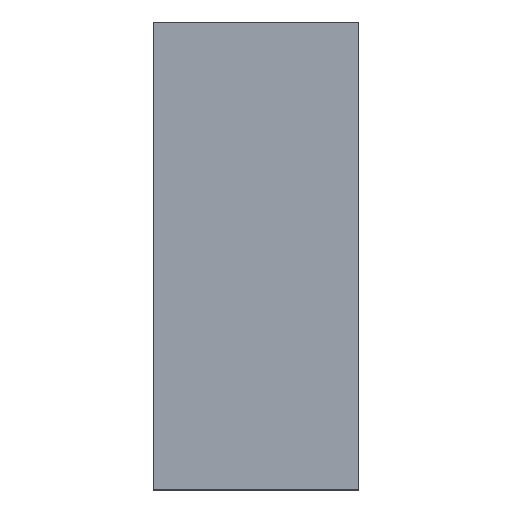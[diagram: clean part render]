
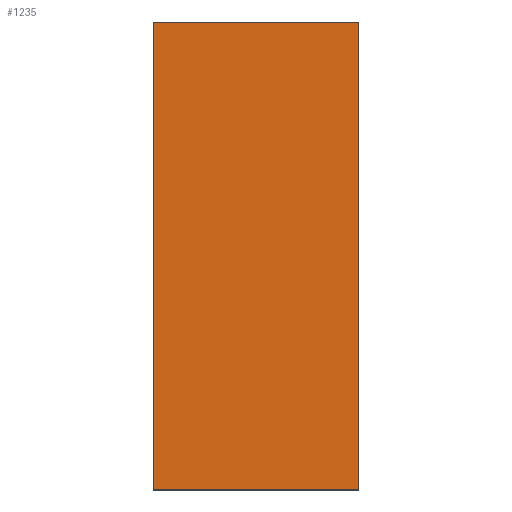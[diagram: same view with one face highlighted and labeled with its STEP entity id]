
A CAD part, top view. The second image highlights one B-rep face of the part: STEP entity #1235.
In plain terms, the highlighted planar face has unit normal (0, 0, 1).
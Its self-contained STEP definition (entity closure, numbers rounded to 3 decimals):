
#205=FACE_OUTER_BOUND('',#283,.T.);
#283=EDGE_LOOP('',(#854,#855,#856,#857));
#361=LINE('',#2155,#454);
#363=LINE('',#2159,#456);
#365=LINE('',#2163,#458);
#367=LINE('',#2166,#460);
#454=VECTOR('',#1714,10.);
#456=VECTOR('',#1718,10.);
#458=VECTOR('',#1722,10.);
#460=VECTOR('',#1726,10.);
#546=VERTEX_POINT('',#2152);
#547=VERTEX_POINT('',#2154);
#548=VERTEX_POINT('',#2158);
#549=VERTEX_POINT('',#2162);
#659=EDGE_CURVE('',#547,#546,#361,.T.);
#661=EDGE_CURVE('',#548,#547,#363,.T.);
#663=EDGE_CURVE('',#549,#548,#365,.T.);
#665=EDGE_CURVE('',#546,#549,#367,.T.);
#854=ORIENTED_EDGE('',*,*,#665,.T.);
#855=ORIENTED_EDGE('',*,*,#663,.T.);
#856=ORIENTED_EDGE('',*,*,#661,.T.);
#857=ORIENTED_EDGE('',*,*,#659,.T.);
#1199=PLANE('',#1535);
#1235=ADVANCED_FACE('',(#205),#1199,.T.);
#1535=AXIS2_PLACEMENT_3D('',#2167,#1727,#1728);
#1714=DIRECTION('',(1.,0.,0.));
#1718=DIRECTION('',(0.,-1.,0.));
#1722=DIRECTION('',(-1.,0.,0.));
#1726=DIRECTION('',(0.,1.,0.));
#1727=DIRECTION('center_axis',(0.,0.,1.));
#1728=DIRECTION('ref_axis',(1.,0.,0.));
#2152=CARTESIAN_POINT('',(465.,-1057.5,1.5));
#2154=CARTESIAN_POINT('',(-465.,-1057.5,1.5));
#2155=CARTESIAN_POINT('',(-465.,-1057.5,1.5));
#2158=CARTESIAN_POINT('',(-465.,1057.5,1.5));
#2159=CARTESIAN_POINT('',(-465.,1057.5,1.5));
#2162=CARTESIAN_POINT('',(465.,1057.5,1.5));
#2163=CARTESIAN_POINT('',(465.,1057.5,1.5));
#2166=CARTESIAN_POINT('',(465.,-1057.5,1.5));
#2167=CARTESIAN_POINT('Origin',(0.,0.,1.5));
